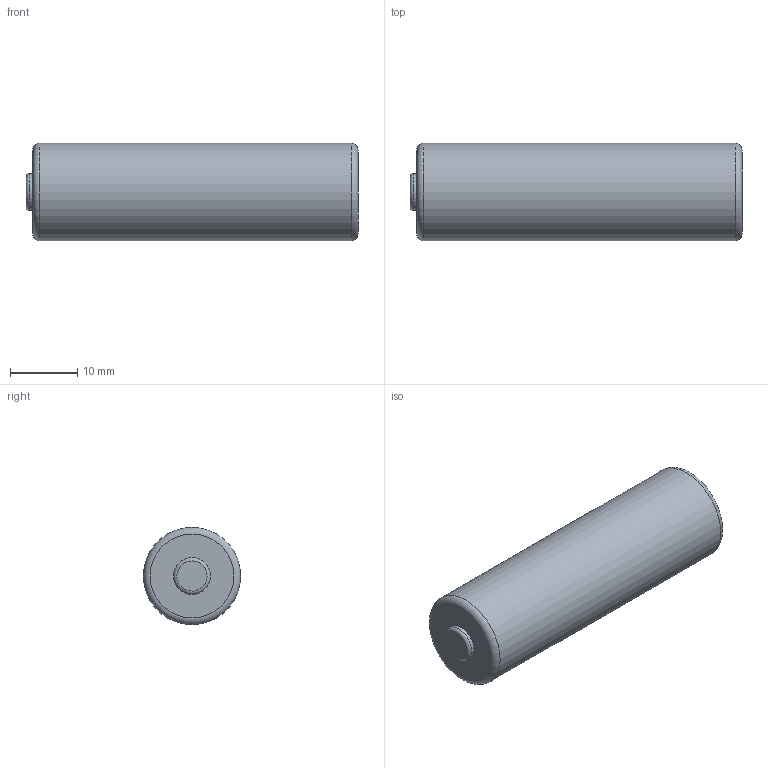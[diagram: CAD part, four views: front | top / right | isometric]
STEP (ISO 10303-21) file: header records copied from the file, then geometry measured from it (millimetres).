
FILE_DESCRIPTION(/* description */ (''),/* implementation_level */ '2;1');
FILE_NAME(/* name */ 'AA.ipt.step',/* time_stamp */ '2020-04-16T23:21:52-04:00',/* author */ ('Jordan'),/* organization */ (''),/* preprocessor_version */ 'ST-DEVELOPER v17',/* originating_system */ 'Autodesk Inventor 2019',/* authorisation */ '');
FILE_SCHEMA (('AUTOMOTIVE_DESIGN { 1 0 10303 214 3 1 1 }'));
Length unit declared in the file: inch
Products named in the file (1): AA
Bounding box: 49.5 x 14.5 x 14.5 mm (x, y, z)
Volume: 8012.1 mm3; surface area: 2512.9 mm2
Topology: 1 solids, 1 shells, 8 faces, 24 edges, 19 vertices
Faces by surface type: torus 3, plane 3, cylinder 2
Full cylindrical faces by diameter (mm): 5.5 x1, 14.5 x1
Entity records: 416 total; most frequent: CARTESIAN_POINT 132, DIRECTION 59, ORIENTED_EDGE 48, AXIS2_PLACEMENT_3D 28, EDGE_CURVE 24, VERTEX_POINT 19, CIRCLE 17, EDGE_LOOP 9
